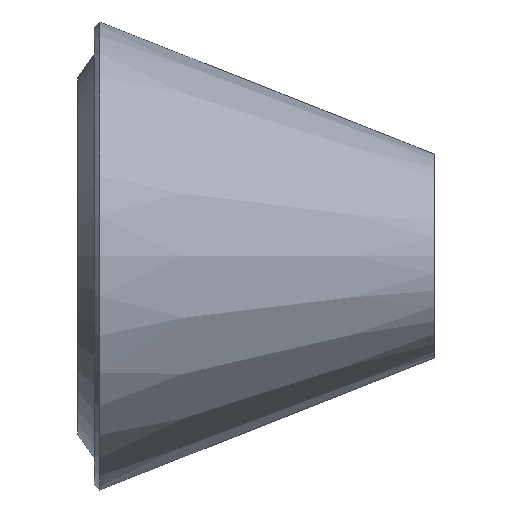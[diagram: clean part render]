
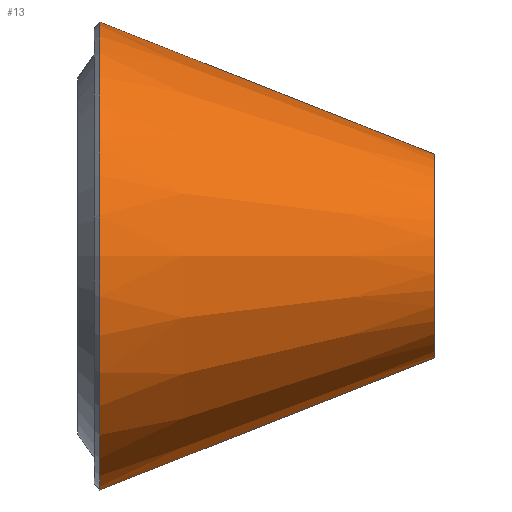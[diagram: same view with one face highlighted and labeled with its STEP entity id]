
A CAD part, top view. The second image highlights one B-rep face of the part: STEP entity #13.
In plain terms, the highlighted conical face has half-angle 21.564 degrees and reference radius 2.5 mm.
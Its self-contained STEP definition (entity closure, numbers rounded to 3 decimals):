
#1 = EDGE_LOOP ( 'NONE', ( #103, #196, #253, #16 ) ) ;
#2 = CARTESIAN_POINT ( 'NONE',  ( 8.75, 0., 0. ) ) ;
#6 = CARTESIAN_POINT ( 'NONE',  ( 0.543, -5.743, 0. ) ) ;
#13 = ADVANCED_FACE ( 'NONE', ( #126 ), #148, .T. ) ;
#16 = ORIENTED_EDGE ( 'NONE', *, *, #202, .F. ) ;
#24 = DIRECTION ( 'NONE',  ( 1., 0., 0. ) ) ;
#26 = CIRCLE ( 'NONE', #207, 5.743 ) ;
#27 = VERTEX_POINT ( 'NONE', #138 ) ;
#38 = VECTOR ( 'NONE', #79, 1000. ) ;
#40 = VERTEX_POINT ( 'NONE', #6 ) ;
#57 = VERTEX_POINT ( 'NONE', #68 ) ;
#59 = VERTEX_POINT ( 'NONE', #105 ) ;
#68 = CARTESIAN_POINT ( 'NONE',  ( 0.543, 5.743, 0. ) ) ;
#77 = AXIS2_PLACEMENT_3D ( 'NONE', #2, #222, #78 ) ;
#78 = DIRECTION ( 'NONE',  ( 0., 1., 0. ) ) ;
#79 = DIRECTION ( 'NONE',  ( -0.93, -0.368, 0. ) ) ;
#83 = DIRECTION ( 'NONE',  ( 0., -1., 0. ) ) ;
#103 = ORIENTED_EDGE ( 'NONE', *, *, #250, .F. ) ;
#104 = DIRECTION ( 'NONE',  ( -1., 0., 0. ) ) ;
#105 = CARTESIAN_POINT ( 'NONE',  ( 8.75, -2.5, 0. ) ) ;
#108 = LINE ( 'NONE', #186, #255 ) ;
#109 = DIRECTION ( 'NONE',  ( -0.93, 0.368, 0. ) ) ;
#116 = CARTESIAN_POINT ( 'NONE',  ( 8.75, -2.5, 0. ) ) ;
#126 = FACE_OUTER_BOUND ( 'NONE', #1, .T. ) ;
#138 = CARTESIAN_POINT ( 'NONE',  ( 8.75, 2.5, 0. ) ) ;
#148 = CONICAL_SURFACE ( 'NONE', #231, 2.5, 0.376 ) ;
#155 = EDGE_CURVE ( 'NONE', #27, #57, #108, .T. ) ;
#157 = CIRCLE ( 'NONE', #77, 2.5 ) ;
#186 = CARTESIAN_POINT ( 'NONE',  ( 8.75, 2.5, 0. ) ) ;
#192 = LINE ( 'NONE', #116, #38 ) ;
#196 = ORIENTED_EDGE ( 'NONE', *, *, #155, .T. ) ;
#200 = CARTESIAN_POINT ( 'NONE',  ( 0.543, 0., 0. ) ) ;
#202 = EDGE_CURVE ( 'NONE', #59, #40, #192, .T. ) ;
#207 = AXIS2_PLACEMENT_3D ( 'NONE', #200, #24, #254 ) ;
#222 = DIRECTION ( 'NONE',  ( 1., 0., 0. ) ) ;
#231 = AXIS2_PLACEMENT_3D ( 'NONE', #238, #104, #83 ) ;
#238 = CARTESIAN_POINT ( 'NONE',  ( 8.75, 0., 0. ) ) ;
#246 = EDGE_CURVE ( 'NONE', #57, #40, #26, .T. ) ;
#250 = EDGE_CURVE ( 'NONE', #27, #59, #157, .T. ) ;
#253 = ORIENTED_EDGE ( 'NONE', *, *, #246, .T. ) ;
#254 = DIRECTION ( 'NONE',  ( 0., 1., 0. ) ) ;
#255 = VECTOR ( 'NONE', #109, 1000. ) ;
